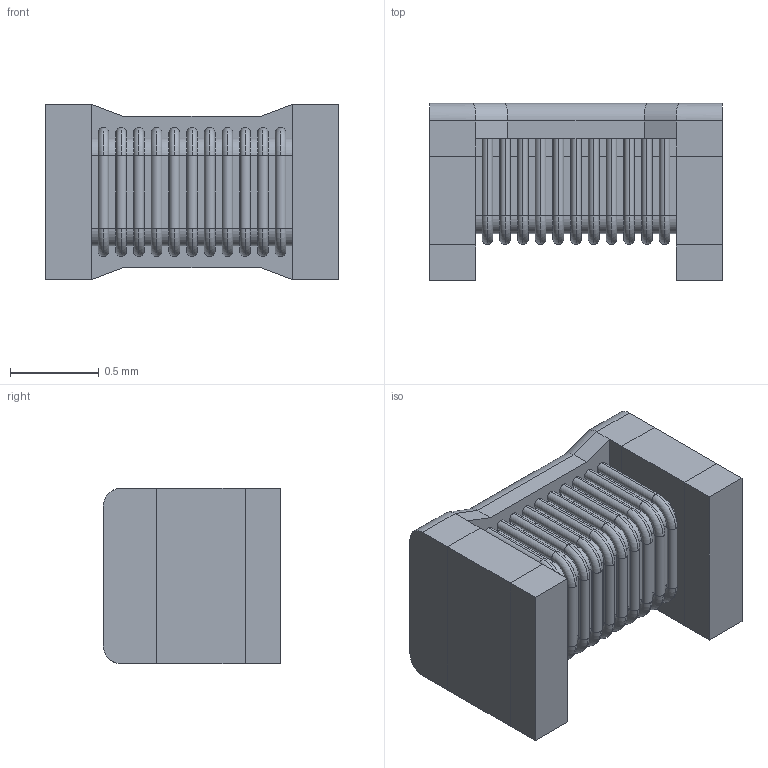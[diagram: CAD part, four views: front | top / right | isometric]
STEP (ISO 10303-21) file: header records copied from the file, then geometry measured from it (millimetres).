
FILE_DESCRIPTION (( 'STEP AP214' ), '1' );
FILE_NAME ('LQW18AN2N2C8ZD.STEP', '2019-01-11T13:51:37', ( '' ), ( '' ), 'SwSTEP 2.0', 'SolidWorks 2017', '' );
FILE_SCHEMA (( 'AUTOMOTIVE_DESIGN' ));
Length unit declared in the file: millimetre
Products named in the file (1): LQW18AN2N2C8ZD
Bounding box: 1.65 x 1 x 0.99 mm (x, y, z)
Volume: 1.1 mm3; surface area: 15.4 mm2
Topology: 15 solids, 15 shells, 192 faces, 430 edges, 268 vertices
Faces by surface type: cylinder 78, plane 70, torus 44
Entity records: 5534 total; most frequent: DIRECTION 1036, CARTESIAN_POINT 915, ORIENTED_EDGE 860, EDGE_CURVE 430, AXIS2_PLACEMENT_3D 421, VERTEX_POINT 268, CIRCLE 228, LINE 194
